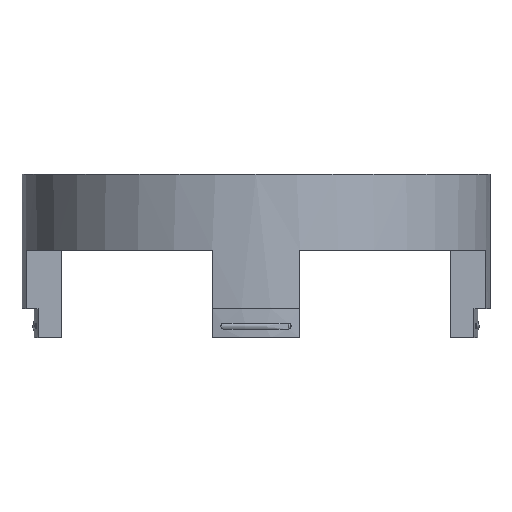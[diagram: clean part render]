
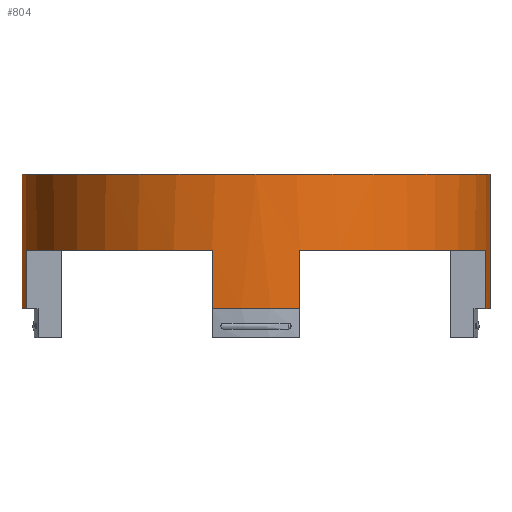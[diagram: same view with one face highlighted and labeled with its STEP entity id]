
A CAD part, front view. The second image highlights one B-rep face of the part: STEP entity #804.
In plain terms, the highlighted cylindrical face has radius 400 mm (diameter 800 mm), a full revolution.
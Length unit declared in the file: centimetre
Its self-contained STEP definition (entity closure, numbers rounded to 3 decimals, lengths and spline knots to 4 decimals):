
#58=LINE('',#1577,#116);
#65=LINE('',#1594,#123);
#70=LINE('',#1604,#128);
#77=LINE('',#1621,#135);
#82=LINE('',#1631,#140);
#89=LINE('',#1648,#147);
#94=LINE('',#1658,#152);
#101=LINE('',#1675,#159);
#106=LINE('',#1692,#164);
#116=VECTOR('',#987,1.);
#123=VECTOR('',#1002,1.);
#128=VECTOR('',#1009,1.);
#135=VECTOR('',#1024,1.);
#140=VECTOR('',#1031,1.);
#147=VECTOR('',#1046,1.);
#152=VECTOR('',#1053,1.);
#159=VECTOR('',#1068,1.);
#164=VECTOR('',#1089,40.);
#174=CYLINDRICAL_SURFACE('',#881,40.);
#211=FACE_OUTER_BOUND('',#262,.T.);
#262=EDGE_LOOP('',(#678,#679,#680,#681,#682,#683,#684,#685,#686,#687,#688,
#689,#690,#691,#692,#693,#694,#695,#696,#697));
#299=CIRCLE('',#856,40.);
#301=CIRCLE('',#861,40.);
#303=CIRCLE('',#866,40.);
#305=CIRCLE('',#871,40.);
#307=CIRCLE('',#875,40.);
#308=CIRCLE('',#877,40.);
#309=CIRCLE('',#878,40.);
#310=CIRCLE('',#880,40.);
#311=CIRCLE('',#882,40.);
#312=CIRCLE('',#883,40.);
#375=VERTEX_POINT('',#1575);
#376=VERTEX_POINT('',#1576);
#380=VERTEX_POINT('',#1587);
#382=VERTEX_POINT('',#1593);
#385=VERTEX_POINT('',#1602);
#386=VERTEX_POINT('',#1603);
#390=VERTEX_POINT('',#1614);
#392=VERTEX_POINT('',#1620);
#395=VERTEX_POINT('',#1629);
#396=VERTEX_POINT('',#1630);
#400=VERTEX_POINT('',#1641);
#402=VERTEX_POINT('',#1647);
#405=VERTEX_POINT('',#1656);
#406=VERTEX_POINT('',#1657);
#410=VERTEX_POINT('',#1668);
#412=VERTEX_POINT('',#1674);
#415=VERTEX_POINT('',#1685);
#416=VERTEX_POINT('',#1691);
#459=EDGE_CURVE('',#375,#376,#58,.T.);
#465=EDGE_CURVE('',#380,#375,#299,.T.);
#468=EDGE_CURVE('',#382,#380,#65,.T.);
#473=EDGE_CURVE('',#385,#386,#70,.T.);
#479=EDGE_CURVE('',#390,#385,#301,.T.);
#482=EDGE_CURVE('',#392,#390,#77,.T.);
#487=EDGE_CURVE('',#395,#396,#82,.T.);
#493=EDGE_CURVE('',#400,#395,#303,.T.);
#496=EDGE_CURVE('',#402,#400,#89,.T.);
#501=EDGE_CURVE('',#405,#406,#94,.T.);
#507=EDGE_CURVE('',#410,#405,#305,.T.);
#510=EDGE_CURVE('',#412,#410,#101,.T.);
#515=EDGE_CURVE('',#412,#386,#307,.T.);
#516=EDGE_CURVE('',#402,#415,#308,.T.);
#517=EDGE_CURVE('',#415,#376,#309,.T.);
#518=EDGE_CURVE('',#392,#396,#310,.T.);
#519=EDGE_CURVE('',#415,#416,#106,.T.);
#520=EDGE_CURVE('',#416,#416,#311,.T.);
#521=EDGE_CURVE('',#382,#406,#312,.T.);
#678=ORIENTED_EDGE('',*,*,#468,.T.);
#679=ORIENTED_EDGE('',*,*,#465,.T.);
#680=ORIENTED_EDGE('',*,*,#459,.T.);
#681=ORIENTED_EDGE('',*,*,#517,.F.);
#682=ORIENTED_EDGE('',*,*,#519,.T.);
#683=ORIENTED_EDGE('',*,*,#520,.T.);
#684=ORIENTED_EDGE('',*,*,#519,.F.);
#685=ORIENTED_EDGE('',*,*,#516,.F.);
#686=ORIENTED_EDGE('',*,*,#496,.T.);
#687=ORIENTED_EDGE('',*,*,#493,.T.);
#688=ORIENTED_EDGE('',*,*,#487,.T.);
#689=ORIENTED_EDGE('',*,*,#518,.F.);
#690=ORIENTED_EDGE('',*,*,#482,.T.);
#691=ORIENTED_EDGE('',*,*,#479,.T.);
#692=ORIENTED_EDGE('',*,*,#473,.T.);
#693=ORIENTED_EDGE('',*,*,#515,.F.);
#694=ORIENTED_EDGE('',*,*,#510,.T.);
#695=ORIENTED_EDGE('',*,*,#507,.T.);
#696=ORIENTED_EDGE('',*,*,#501,.T.);
#697=ORIENTED_EDGE('',*,*,#521,.F.);
#804=ADVANCED_FACE('',(#211),#174,.T.);
#856=AXIS2_PLACEMENT_3D('',#1588,#995,#996);
#861=AXIS2_PLACEMENT_3D('',#1615,#1017,#1018);
#866=AXIS2_PLACEMENT_3D('',#1642,#1039,#1040);
#871=AXIS2_PLACEMENT_3D('',#1669,#1061,#1062);
#875=AXIS2_PLACEMENT_3D('',#1683,#1075,#1076);
#877=AXIS2_PLACEMENT_3D('',#1686,#1079,#1080);
#878=AXIS2_PLACEMENT_3D('',#1687,#1081,#1082);
#880=AXIS2_PLACEMENT_3D('',#1689,#1085,#1086);
#881=AXIS2_PLACEMENT_3D('',#1690,#1087,#1088);
#882=AXIS2_PLACEMENT_3D('',#1693,#1090,#1091);
#883=AXIS2_PLACEMENT_3D('',#1694,#1092,#1093);
#987=DIRECTION('',(0.,0.,-1.));
#995=DIRECTION('center_axis',(0.,0.,
1.));
#996=DIRECTION('ref_axis',(-1.,0.,0.));
#1002=DIRECTION('',(0.,0.,1.));
#1009=DIRECTION('',(0.,0.,-1.));
#1017=DIRECTION('center_axis',(0.,0.,
1.));
#1018=DIRECTION('ref_axis',(-1.,0.,0.));
#1024=DIRECTION('',(0.,0.,1.));
#1031=DIRECTION('',(0.,0.,-1.));
#1039=DIRECTION('center_axis',(0.,0.,
1.));
#1040=DIRECTION('ref_axis',(-1.,0.,0.));
#1046=DIRECTION('',(0.,0.,1.));
#1053=DIRECTION('',(0.,0.,-1.));
#1061=DIRECTION('center_axis',(0.,0.,
1.));
#1062=DIRECTION('ref_axis',(-1.,0.,0.));
#1068=DIRECTION('',(0.,0.,1.));
#1075=DIRECTION('center_axis',(0.,0.,
-1.));
#1076=DIRECTION('ref_axis',(1.,0.,0.));
#1079=DIRECTION('center_axis',(0.,0.,
-1.));
#1080=DIRECTION('ref_axis',(1.,0.,0.));
#1081=DIRECTION('center_axis',(0.,0.,
-1.));
#1082=DIRECTION('ref_axis',(1.,0.,0.));
#1085=DIRECTION('center_axis',(0.,0.,
-1.));
#1086=DIRECTION('ref_axis',(1.,0.,0.));
#1087=DIRECTION('center_axis',(0.,0.,
-1.));
#1088=DIRECTION('ref_axis',(-1.,0.,0.));
#1089=DIRECTION('',(0.,0.,1.));
#1090=DIRECTION('center_axis',(0.,0.,
-1.));
#1091=DIRECTION('ref_axis',(1.,0.,0.));
#1092=DIRECTION('center_axis',(0.,0.,
-1.));
#1093=DIRECTION('ref_axis',(1.,0.,0.));
#1575=CARTESIAN_POINT('',(223.6147,162.3264,1.));
#1576=CARTESIAN_POINT('',(223.6147,162.3264,-9.));
#1577=CARTESIAN_POINT('',(223.6147,162.3264,2.5));
#1587=CARTESIAN_POINT('',(191.8241,130.5358,1.));
#1588=CARTESIAN_POINT('Origin',(184.3241,169.8264,1.));
#1593=CARTESIAN_POINT('',(191.8241,130.5358,-9.));
#1594=CARTESIAN_POINT('',(191.8241,130.5358,2.5));
#1602=CARTESIAN_POINT('',(145.0335,177.3264,1.));
#1603=CARTESIAN_POINT('',(145.0335,177.3264,-9.));
#1604=CARTESIAN_POINT('',(145.0335,177.3264,2.5));
#1614=CARTESIAN_POINT('',(176.8241,209.117,1.));
#1615=CARTESIAN_POINT('Origin',(184.3241,169.8264,1.));
#1620=CARTESIAN_POINT('',(176.8241,209.117,-9.));
#1621=CARTESIAN_POINT('',(176.8241,209.117,2.5));
#1629=CARTESIAN_POINT('',(191.8241,209.117,1.));
#1630=CARTESIAN_POINT('',(191.8241,209.117,-9.));
#1631=CARTESIAN_POINT('',(191.8241,209.117,2.5));
#1641=CARTESIAN_POINT('',(223.6147,177.3264,1.));
#1642=CARTESIAN_POINT('Origin',(184.3241,169.8264,1.));
#1647=CARTESIAN_POINT('',(223.6147,177.3264,-9.));
#1648=CARTESIAN_POINT('',(223.6147,177.3264,2.5));
#1656=CARTESIAN_POINT('',(176.8241,130.5358,1.));
#1657=CARTESIAN_POINT('',(176.8241,130.5358,-9.));
#1658=CARTESIAN_POINT('',(176.8241,130.5358,2.5));
#1668=CARTESIAN_POINT('',(145.0335,162.3264,1.));
#1669=CARTESIAN_POINT('Origin',(184.3241,169.8264,1.));
#1674=CARTESIAN_POINT('',(145.0335,162.3264,-9.));
#1675=CARTESIAN_POINT('',(145.0335,162.3264,2.5));
#1683=CARTESIAN_POINT('Origin',(184.3241,169.8264,-9.));
#1685=CARTESIAN_POINT('',(224.3241,169.8264,-9.));
#1686=CARTESIAN_POINT('Origin',(184.3241,169.8264,-9.));
#1687=CARTESIAN_POINT('Origin',(184.3241,169.8264,-9.));
#1689=CARTESIAN_POINT('Origin',(184.3241,169.8264,-9.));
#1690=CARTESIAN_POINT('Origin',(184.3241,169.8264,2.5));
#1691=CARTESIAN_POINT('',(224.3241,169.8264,14.));
#1692=CARTESIAN_POINT('',(224.3241,169.8264,2.5));
#1693=CARTESIAN_POINT('Origin',(184.3241,169.8264,14.));
#1694=CARTESIAN_POINT('Origin',(184.3241,169.8264,-9.));
